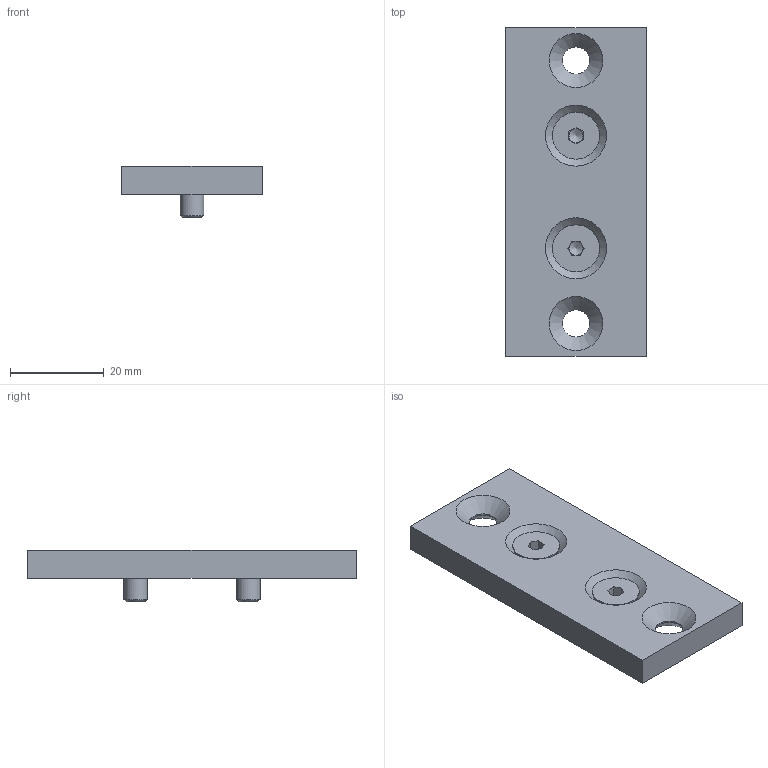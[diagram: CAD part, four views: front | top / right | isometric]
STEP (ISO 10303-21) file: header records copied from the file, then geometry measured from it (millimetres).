
FILE_DESCRIPTION(/* description */ ('Unknown'),/* implementation_level */ '2;1');
FILE_NAME(/* name */ '113.00003 Befestigungsplatte Typ A',/* time_stamp */ '2019-11-06T13:19:14+01:00',/* author */ ('Unknown'),/* organization */ ('Unknown'),/* preprocessor_version */ 'ST-DEVELOPER v16.7',/* originating_system */ 'DEX',/* authorisation */ $);
FILE_SCHEMA (('AUTOMOTIVE_DESIGN {1 0 10303 214 3 1 1}'));
Length unit declared in the file: millimetre
Products named in the file (3): 113.00003; 126.00093; 142.00129
Assembly tree (3 placements, depth 2):
  113.00003
    126.00093
    142.00129  x2
Bounding box: 30 x 70 x 11 mm (x, y, z)
Volume: 11754.5 mm3; surface area: 6151.8 mm2
Topology: 3 solids, 3 shells, 54 faces, 118 edges, 70 vertices
Faces by surface type: plane 34, cone 12, cylinder 8
Full cylindrical faces by diameter (mm): 5 x2, 5.8 x4, 10 x2
Entity records: 968 total; most frequent: DIRECTION 164, CARTESIAN_POINT 146, ORIENTED_EDGE 122, AXIS2_PLACEMENT_3D 64, EDGE_CURVE 61, FACE_BOUND 59, EDGE_LOOP 58, VERTEX_POINT 46
